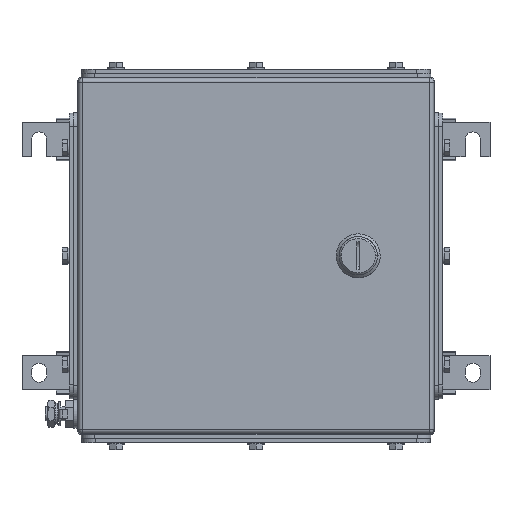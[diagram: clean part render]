
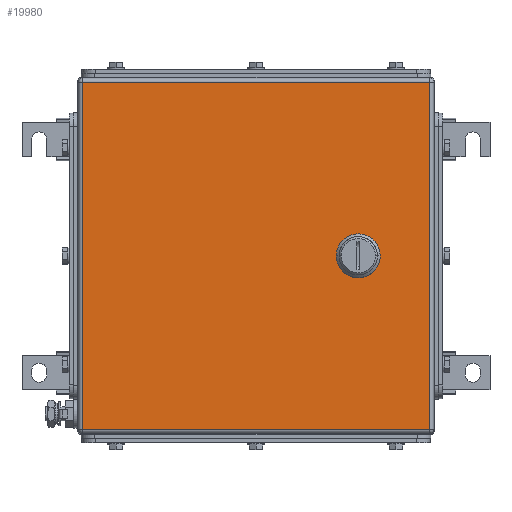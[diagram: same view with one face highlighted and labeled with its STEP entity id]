
A CAD part, top view. The second image highlights one B-rep face of the part: STEP entity #19980.
In plain terms, the highlighted planar face has unit normal (0, 0, 1).
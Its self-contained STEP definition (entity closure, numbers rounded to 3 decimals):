
#19008=AXIS2_PLACEMENT_3D('Circle Axis2P3D',#19006,#19007,$) ;
#19056=AXIS2_PLACEMENT_3D('Circle Axis2P3D',#19054,#19055,$) ;
#19075=AXIS2_PLACEMENT_3D('Circle Axis2P3D',#19073,#19074,$) ;
#19949=AXIS2_PLACEMENT_3D('Circle Axis2P3D',#19947,#19948,$) ;
#19962=AXIS2_PLACEMENT_3D('Plane Axis2P3D',#19959,#19960,#19961) ;
#18867=CARTESIAN_POINT('Vertex',(255.05,135.944,153.5)) ;
#18870=CARTESIAN_POINT('Line Origine',(255.05,141.,153.5)) ;
#18874=CARTESIAN_POINT('Vertex',(255.05,146.056,153.5)) ;
#19003=CARTESIAN_POINT('Vertex',(250.056,130.95,153.5)) ;
#19006=CARTESIAN_POINT('Axis2P3D Location',(245.,141.,153.5)) ;
#19027=CARTESIAN_POINT('Vertex',(239.944,130.95,153.5)) ;
#19030=CARTESIAN_POINT('Line Origine',(245.,130.95,153.5)) ;
#19051=CARTESIAN_POINT('Vertex',(234.95,135.944,153.5)) ;
#19054=CARTESIAN_POINT('Axis2P3D Location',(245.,141.,153.5)) ;
#19070=CARTESIAN_POINT('Vertex',(239.944,151.05,153.5)) ;
#19073=CARTESIAN_POINT('Axis2P3D Location',(245.,141.,153.5)) ;
#19077=CARTESIAN_POINT('Vertex',(234.95,146.056,153.5)) ;
#19101=CARTESIAN_POINT('Vertex',(297.,267.5,153.5)) ;
#19117=CARTESIAN_POINT('Vertex',(44.,267.5,153.5)) ;
#19120=CARTESIAN_POINT('Line Origine',(168.4,267.5,153.5)) ;
#19155=CARTESIAN_POINT('Vertex',(44.,14.5,153.5)) ;
#19158=CARTESIAN_POINT('Line Origine',(44.,141.,153.5)) ;
#19193=CARTESIAN_POINT('Vertex',(297.,14.5,153.5)) ;
#19196=CARTESIAN_POINT('Line Origine',(170.5,14.5,153.5)) ;
#19232=CARTESIAN_POINT('Line Origine',(297.,141.,153.5)) ;
#19867=CARTESIAN_POINT('Vertex',(250.056,151.05,153.5)) ;
#19870=CARTESIAN_POINT('Line Origine',(245.,151.05,153.5)) ;
#19887=CARTESIAN_POINT('Line Origine',(234.95,141.,153.5)) ;
#19947=CARTESIAN_POINT('Axis2P3D Location',(245.,141.,153.5)) ;
#19959=CARTESIAN_POINT('Axis2P3D Location',(170.5,141.,153.5)) ;
#18871=DIRECTION('Vector Direction',(0.,-1.,0.)) ;
#19007=DIRECTION('Axis2P3D Direction',(0.,0.,1.)) ;
#19031=DIRECTION('Vector Direction',(1.,0.,0.)) ;
#19055=DIRECTION('Axis2P3D Direction',(0.,0.,1.)) ;
#19074=DIRECTION('Axis2P3D Direction',(0.,0.,1.)) ;
#19121=DIRECTION('Vector Direction',(1.,0.,0.)) ;
#19159=DIRECTION('Vector Direction',(0.,-1.,0.)) ;
#19197=DIRECTION('Vector Direction',(1.,0.,0.)) ;
#19233=DIRECTION('Vector Direction',(0.,1.,0.)) ;
#19871=DIRECTION('Vector Direction',(1.,0.,0.)) ;
#19888=DIRECTION('Vector Direction',(0.,1.,0.)) ;
#19948=DIRECTION('Axis2P3D Direction',(0.,0.,1.)) ;
#19960=DIRECTION('Axis2P3D Direction',(0.,0.,1.)) ;
#19961=DIRECTION('Axis2P3D XDirection',(1.,0.,0.)) ;
#18872=VECTOR('Line Direction',#18871,1.) ;
#19032=VECTOR('Line Direction',#19031,1.) ;
#19122=VECTOR('Line Direction',#19121,1.) ;
#19160=VECTOR('Line Direction',#19159,1.) ;
#19198=VECTOR('Line Direction',#19197,1.) ;
#19234=VECTOR('Line Direction',#19233,1.) ;
#19872=VECTOR('Line Direction',#19871,1.) ;
#19889=VECTOR('Line Direction',#19888,1.) ;
#19965=ORIENTED_EDGE('',*,*,#19124,.T.) ;
#19966=ORIENTED_EDGE('',*,*,#19162,.T.) ;
#19967=ORIENTED_EDGE('',*,*,#19200,.T.) ;
#19968=ORIENTED_EDGE('',*,*,#19236,.T.) ;
#19971=ORIENTED_EDGE('',*,*,#19010,.F.) ;
#19972=ORIENTED_EDGE('',*,*,#19034,.F.) ;
#19973=ORIENTED_EDGE('',*,*,#19058,.F.) ;
#19974=ORIENTED_EDGE('',*,*,#19891,.T.) ;
#19975=ORIENTED_EDGE('',*,*,#19079,.F.) ;
#19976=ORIENTED_EDGE('',*,*,#19874,.T.) ;
#19977=ORIENTED_EDGE('',*,*,#19951,.F.) ;
#19978=ORIENTED_EDGE('',*,*,#18876,.T.) ;
#19979=FACE_BOUND('',#19970,.T.) ;
#19980=ADVANCED_FACE('Produkt1_AllCATPart.1\\ZUB_KTB_QL_262615_4GP_AllCATPart.2\\ZUB_DE_KTB_QL_260x260.1\\DE_KTB_MH_PART_MASTER.1\\Koerper.2',(#19969,#19979),#19963,.T.) ;
#19009=CIRCLE('generated circle',#19008,11.25) ;
#19057=CIRCLE('generated circle',#19056,11.25) ;
#19076=CIRCLE('generated circle',#19075,11.25) ;
#19950=CIRCLE('generated circle',#19949,11.25) ;
#18876=EDGE_CURVE('',#18875,#18868,#18873,.T.) ;
#19010=EDGE_CURVE('',#19004,#18868,#19009,.T.) ;
#19034=EDGE_CURVE('',#19028,#19004,#19033,.T.) ;
#19058=EDGE_CURVE('',#19052,#19028,#19057,.T.) ;
#19079=EDGE_CURVE('',#19071,#19078,#19076,.T.) ;
#19124=EDGE_CURVE('',#19102,#19118,#19123,.F.) ;
#19162=EDGE_CURVE('',#19118,#19156,#19161,.T.) ;
#19200=EDGE_CURVE('',#19156,#19194,#19199,.T.) ;
#19236=EDGE_CURVE('',#19194,#19102,#19235,.T.) ;
#19874=EDGE_CURVE('',#19071,#19868,#19873,.T.) ;
#19891=EDGE_CURVE('',#19052,#19078,#19890,.T.) ;
#19951=EDGE_CURVE('',#18875,#19868,#19950,.T.) ;
#19964=EDGE_LOOP('',(#19965,#19966,#19967,#19968)) ;
#19970=EDGE_LOOP('',(#19971,#19972,#19973,#19974,#19975,#19976,#19977,#19978)) ;
#19969=FACE_OUTER_BOUND('',#19964,.T.) ;
#18873=LINE('Line',#18870,#18872) ;
#19033=LINE('Line',#19030,#19032) ;
#19123=LINE('Line',#19120,#19122) ;
#19161=LINE('Line',#19158,#19160) ;
#19199=LINE('Line',#19196,#19198) ;
#19235=LINE('Line',#19232,#19234) ;
#19873=LINE('Line',#19870,#19872) ;
#19890=LINE('Line',#19887,#19889) ;
#19963=PLANE('',#19962) ;
#18868=VERTEX_POINT('',#18867) ;
#18875=VERTEX_POINT('',#18874) ;
#19004=VERTEX_POINT('',#19003) ;
#19028=VERTEX_POINT('',#19027) ;
#19052=VERTEX_POINT('',#19051) ;
#19071=VERTEX_POINT('',#19070) ;
#19078=VERTEX_POINT('',#19077) ;
#19102=VERTEX_POINT('',#19101) ;
#19118=VERTEX_POINT('',#19117) ;
#19156=VERTEX_POINT('',#19155) ;
#19194=VERTEX_POINT('',#19193) ;
#19868=VERTEX_POINT('',#19867) ;
